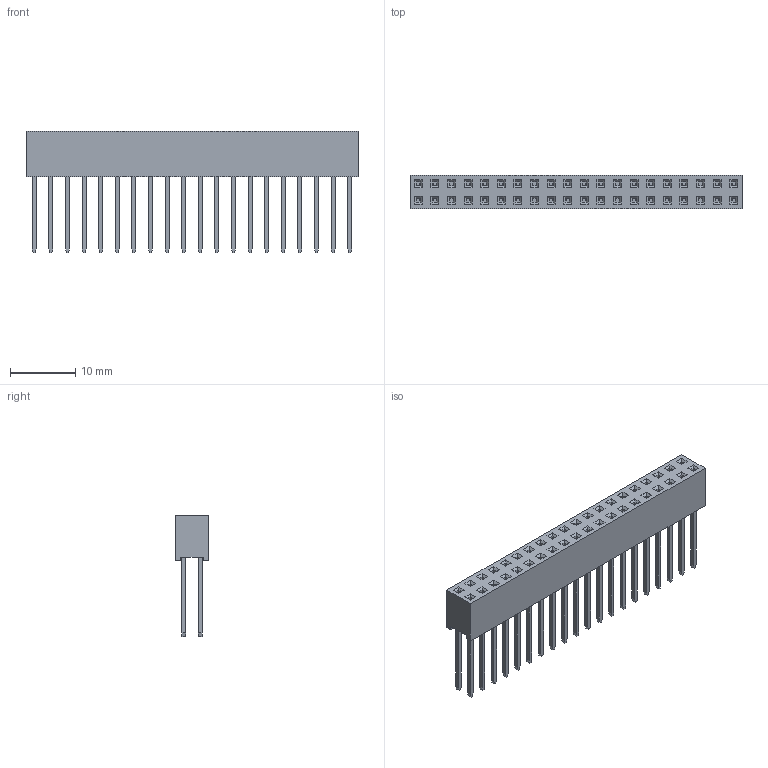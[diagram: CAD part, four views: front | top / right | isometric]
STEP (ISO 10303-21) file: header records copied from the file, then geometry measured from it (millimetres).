
FILE_DESCRIPTION(/* description */ ('model of PinSocket_2x20.0_P2.54mm_Vertical'),/* implementation_level */ '2;1');
FILE_NAME(/* name */ 'PinSocket_2x20.0_P2.54mm_Vertical.step',/* time_stamp */ '2023-02-16T10:32:55',/* author */ ('Terje Io','https://github.com/terjeio'),/* organization */ ('FreeCAD'),/* preprocessor_version */ 'OCC',/* originating_system */ 'kicad StepUp',/* authorisation */ '');
FILE_SCHEMA(('AUTOMOTIVE_DESIGN { 1 0 10303 214 1 1 1 1 }'));
Length unit declared in the file: millimetre
Products named in the file (1): PinSocket_2x200_P254mm_Vertical
Bounding box: 50.8 x 5.08 x 18.6 mm (x, y, z)
Volume: 1805 mm3; surface area: 2977.5 mm2
Topology: 1 solids, 1 shells, 1090 faces, 2744 edges, 1776 vertices
Faces by surface type: plane 1090
Entity records: 35671 total; most frequent: CARTESIAN_POINT 5611, ORIENTED_EDGE 5488, DIRECTION 4926, EDGE_CURVE 2744, LINE 2744, VECTOR 2744, VERTEX_POINT 1776, FACE_BOUND 1210
